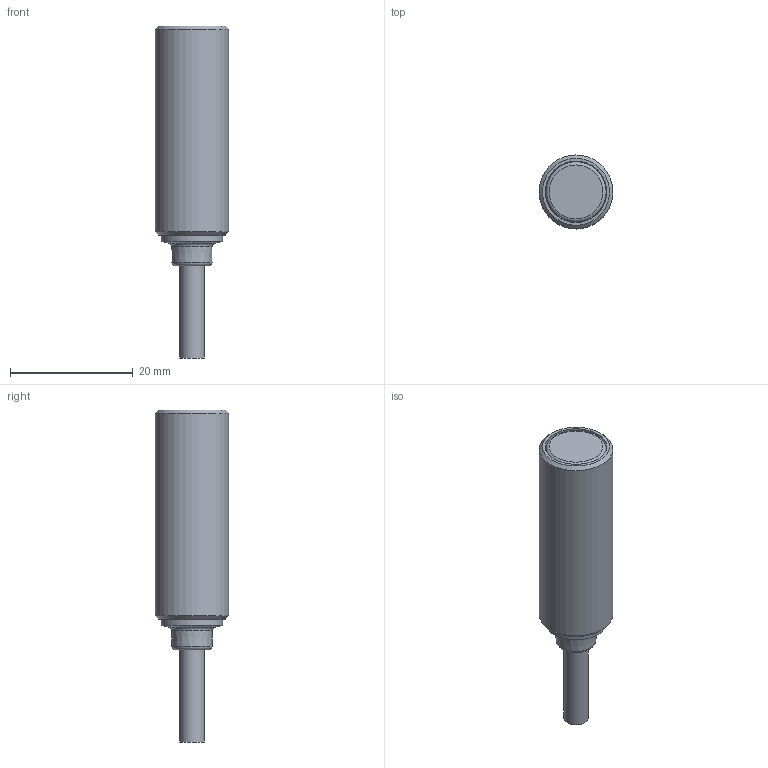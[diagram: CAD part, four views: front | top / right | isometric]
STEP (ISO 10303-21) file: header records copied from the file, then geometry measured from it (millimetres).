
FILE_DESCRIPTION(/* description */ (''),/* implementation_level */ '2;1');
FILE_NAME(/* name */ 'MOFxxx-M12-8.stp',/* time_stamp */ '2019-11-27T10:32:02+01:00',/* author */ ('tvb'),/* organization */ (''),/* preprocessor_version */ 'ST-DEVELOPER v18',/* originating_system */ 'Autodesk Inventor 2020',/* authorisation */ '');
FILE_SCHEMA (('AUTOMOTIVE_DESIGN { 1 0 10303 214 3 1 1 }'));
Length unit declared in the file: millimetre
Products named in the file (3): MOFxxx-M12-8; MOFxxx-8; 1MB5620_1
Assembly tree (2 placements, depth 2):
  MOFxxx-M12-8
    MOFxxx-8
    1MB5620_1
Bounding box: 12 x 12 x 54 mm (x, y, z)
Volume: 4172.7 mm3; surface area: 3996.5 mm2
Topology: 2 solids, 2 shells, 22 faces, 60 edges, 45 vertices
Faces by surface type: plane 7, cone 6, cylinder 5, torus 4
Full cylindrical faces by diameter (mm): 4 x1, 9.75 x1, 10 x2, 12 x1
Entity records: 862 total; most frequent: DIRECTION 163, CARTESIAN_POINT 132, ORIENTED_EDGE 120, AXIS2_PLACEMENT_3D 76, EDGE_CURVE 60, CIRCLE 49, VERTEX_POINT 45, EDGE_LOOP 27
